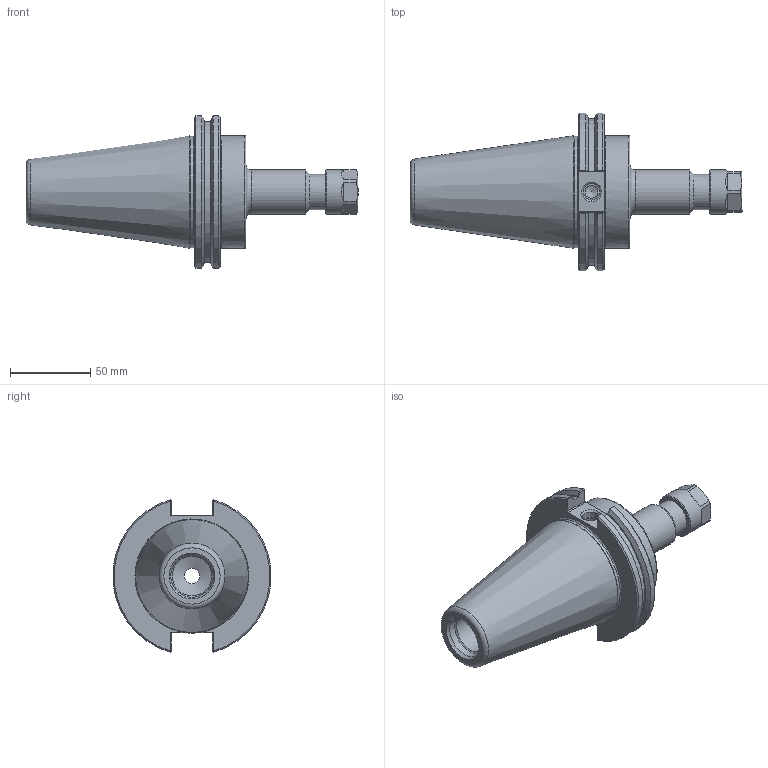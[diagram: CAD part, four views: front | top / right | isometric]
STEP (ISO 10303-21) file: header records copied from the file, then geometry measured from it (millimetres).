
FILE_DESCRIPTION((''),'2;1');
FILE_NAME('C50-16ERP412.iam.stp','2014-06-02T14:16:53',(''),(''),'Autodesk Inventor 2012','Autodesk Inventor 2012','');
FILE_SCHEMA(('AUTOMOTIVE_DESIGN { 1 0 10303 214 1 1 1 1 }'));
Length unit declared in the file: inch
Products named in the file (3): C50-16ERP412; C50-16ER4-1; 16ERHPN
Assembly tree (2 placements, depth 2):
  C50-16ERP412
    C50-16ER4-1
    16ERHPN
Bounding box: 206.25 x 98.06 x 94.71 mm (x, y, z)
Volume: 395154.1 mm3; surface area: 60430.9 mm2
Topology: 3 solids, 3 shells, 136 faces, 334 edges, 211 vertices
Faces by surface type: plane 53, cylinder 38, cone 27, torus 10, bspline 8
Full cylindrical faces by diameter (mm): 8 x1, 9.728 x1, 10.135 x1, 11.176 x1, 12.04 x1, 16.002 x1, 17.01 x1, 17.112 x1, 17.272 x1, 20.066 x1, 20.168 x1, 20.676 x1, 22 x1, 22.428 x1, 24.638 x1, 26.365 x1, 27.432 x1, 27.737 x1, 69.342 x1, 69.85 x1
Entity records: 4688 total; most frequent: CARTESIAN_POINT 1615, DIRECTION 586, ORIENTED_EDGE 548, EDGE_CURVE 274, AXIS2_PLACEMENT_3D 243, VERTEX_POINT 200, EDGE_LOOP 198, FACE_OUTER_BOUND 136
